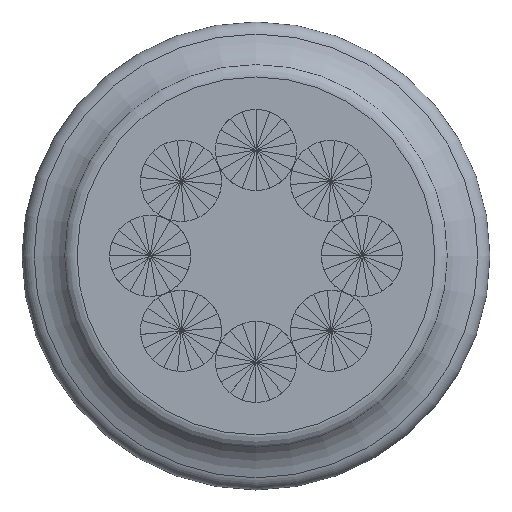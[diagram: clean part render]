
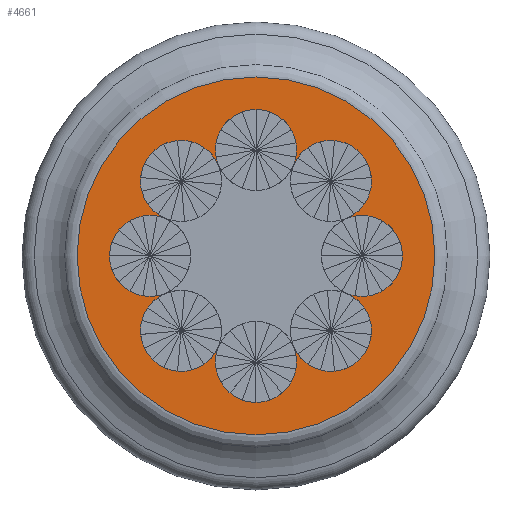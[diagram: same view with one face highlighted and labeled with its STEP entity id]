
A CAD part, top view. The second image highlights one B-rep face of the part: STEP entity #4661.
In plain terms, the highlighted planar face has unit normal (0, 0, 1).
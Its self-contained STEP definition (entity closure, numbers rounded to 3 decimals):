
#19=FACE_BOUND('',#633,.T.);
#20=PLANE('',#5068);
#323=FACE_OUTER_BOUND('',#632,.T.);
#632=EDGE_LOOP('',(#3383));
#633=EDGE_LOOP('',(#3384,#3385,#3386,#3387,#3388,#3389,#3390,#3391,#3392,
#3393));
#933=CIRCLE('',#4977,2.6);
#946=CIRCLE('',#4991,2.6);
#958=CIRCLE('',#5004,2.6);
#971=CIRCLE('',#5018,2.6);
#984=CIRCLE('',#5032,2.6);
#997=CIRCLE('',#5046,2.6);
#1013=CIRCLE('',#5065,11.47);
#1016=CIRCLE('',#5069,2.6);
#1017=CIRCLE('',#5070,2.6);
#1018=CIRCLE('',#5071,2.6);
#1019=CIRCLE('',#5072,2.6);
#2173=VERTEX_POINT('',#6995);
#2174=VERTEX_POINT('',#6997);
#2198=VERTEX_POINT('',#7047);
#2222=VERTEX_POINT('',#7096);
#2223=VERTEX_POINT('',#7098);
#2249=VERTEX_POINT('',#7151);
#2274=VERTEX_POINT('',#7203);
#2297=VERTEX_POINT('',#7252);
#2322=VERTEX_POINT('',#7308);
#2324=VERTEX_POINT('',#7315);
#2325=VERTEX_POINT('',#7317);
#2506=EDGE_CURVE('',#2174,#2173,#933,.T.);
#2532=EDGE_CURVE('',#2173,#2198,#946,.T.);
#2556=EDGE_CURVE('',#2223,#2222,#958,.T.);
#2583=EDGE_CURVE('',#2222,#2249,#971,.T.);
#2609=EDGE_CURVE('',#2249,#2274,#984,.T.);
#2634=EDGE_CURVE('',#2274,#2297,#997,.T.);
#2661=EDGE_CURVE('',#2322,#2322,#1013,.T.);
#2664=EDGE_CURVE('',#2297,#2174,#1016,.T.);
#2665=EDGE_CURVE('',#2198,#2324,#1017,.T.);
#2666=EDGE_CURVE('',#2324,#2325,#1018,.T.);
#2667=EDGE_CURVE('',#2325,#2223,#1019,.T.);
#3383=ORIENTED_EDGE('',*,*,#2661,.F.);
#3384=ORIENTED_EDGE('',*,*,#2634,.T.);
#3385=ORIENTED_EDGE('',*,*,#2664,.T.);
#3386=ORIENTED_EDGE('',*,*,#2506,.T.);
#3387=ORIENTED_EDGE('',*,*,#2532,.T.);
#3388=ORIENTED_EDGE('',*,*,#2665,.T.);
#3389=ORIENTED_EDGE('',*,*,#2666,.T.);
#3390=ORIENTED_EDGE('',*,*,#2667,.T.);
#3391=ORIENTED_EDGE('',*,*,#2556,.T.);
#3392=ORIENTED_EDGE('',*,*,#2583,.T.);
#3393=ORIENTED_EDGE('',*,*,#2609,.T.);
#4661=ADVANCED_FACE('',(#323,#19),#20,.T.);
#4977=AXIS2_PLACEMENT_3D('',#6998,#5478,#5479);
#4991=AXIS2_PLACEMENT_3D('',#7050,#5519,#5520);
#5004=AXIS2_PLACEMENT_3D('',#7099,#5557,#5558);
#5018=AXIS2_PLACEMENT_3D('',#7153,#5599,#5600);
#5032=AXIS2_PLACEMENT_3D('',#7205,#5640,#5641);
#5046=AXIS2_PLACEMENT_3D('',#7255,#5680,#5681);
#5065=AXIS2_PLACEMENT_3D('',#7309,#5729,#5730);
#5068=AXIS2_PLACEMENT_3D('',#7313,#5735,#5736);
#5069=AXIS2_PLACEMENT_3D('',#7314,#5737,#5738);
#5070=AXIS2_PLACEMENT_3D('',#7316,#5739,#5740);
#5071=AXIS2_PLACEMENT_3D('',#7318,#5741,#5742);
#5072=AXIS2_PLACEMENT_3D('',#7319,#5743,#5744);
#5478=DIRECTION('center_axis',(0.,0.,-1.));
#5479=DIRECTION('ref_axis',(0.707,-0.707,0.));
#5519=DIRECTION('center_axis',(0.,0.,-1.));
#5520=DIRECTION('ref_axis',(0.,-1.,0.));
#5557=DIRECTION('center_axis',(0.,0.,-1.));
#5558=DIRECTION('ref_axis',(-0.707,0.707,0.));
#5599=DIRECTION('center_axis',(0.,0.,-1.));
#5600=DIRECTION('ref_axis',(0.,1.,0.));
#5640=DIRECTION('center_axis',(0.,0.,-1.));
#5641=DIRECTION('ref_axis',(0.707,0.707,0.));
#5680=DIRECTION('center_axis',(0.,0.,-1.));
#5681=DIRECTION('ref_axis',(1.,0.,0.));
#5729=DIRECTION('center_axis',(0.,0.,-1.));
#5730=DIRECTION('ref_axis',(-1.,0.,0.));
#5735=DIRECTION('center_axis',(0.,0.,1.));
#5736=DIRECTION('ref_axis',(1.,0.,0.));
#5737=DIRECTION('center_axis',(0.,0.,-1.));
#5738=DIRECTION('ref_axis',(1.,0.,0.));
#5739=DIRECTION('center_axis',(0.,0.,-1.));
#5740=DIRECTION('ref_axis',(0.,-1.,0.));
#5741=DIRECTION('center_axis',(0.,0.,-1.));
#5742=DIRECTION('ref_axis',(-0.707,-0.707,0.));
#5743=DIRECTION('center_axis',(0.,0.,-1.));
#5744=DIRECTION('ref_axis',(-1.,0.,0.));
#6995=CARTESIAN_POINT('',(-5.799,-2.402,4.));
#6997=CARTESIAN_POINT('',(-2.402,-5.799,4.));
#6998=CARTESIAN_POINT('Origin',(-4.804,-4.804,4.));
#7047=CARTESIAN_POINT('',(-6.794,2.6,4.));
#7050=CARTESIAN_POINT('Origin',(-6.794,0.,
4.));
#7096=CARTESIAN_POINT('',(5.799,2.402,4.));
#7098=CARTESIAN_POINT('',(2.402,5.799,4.));
#7099=CARTESIAN_POINT('Origin',(4.804,4.804,4.));
#7151=CARTESIAN_POINT('',(5.799,-2.402,4.));
#7153=CARTESIAN_POINT('Origin',(6.794,0.,
4.));
#7203=CARTESIAN_POINT('',(2.402,-5.799,4.));
#7205=CARTESIAN_POINT('Origin',(4.804,-4.804,4.));
#7252=CARTESIAN_POINT('',(-2.6,-6.794,4.));
#7255=CARTESIAN_POINT('Origin',(0.,-6.794,
4.));
#7308=CARTESIAN_POINT('',(-11.47,0.,4.));
#7309=CARTESIAN_POINT('Origin',(0.,0.,4.));
#7313=CARTESIAN_POINT('Origin',(0.,0.,4.));
#7314=CARTESIAN_POINT('Origin',(0.,-6.794,
4.));
#7315=CARTESIAN_POINT('',(-5.799,2.402,4.));
#7316=CARTESIAN_POINT('Origin',(-6.794,0.,
4.));
#7317=CARTESIAN_POINT('',(-2.402,5.799,4.));
#7318=CARTESIAN_POINT('Origin',(-4.804,4.804,4.));
#7319=CARTESIAN_POINT('Origin',(0.,6.794,4.));
